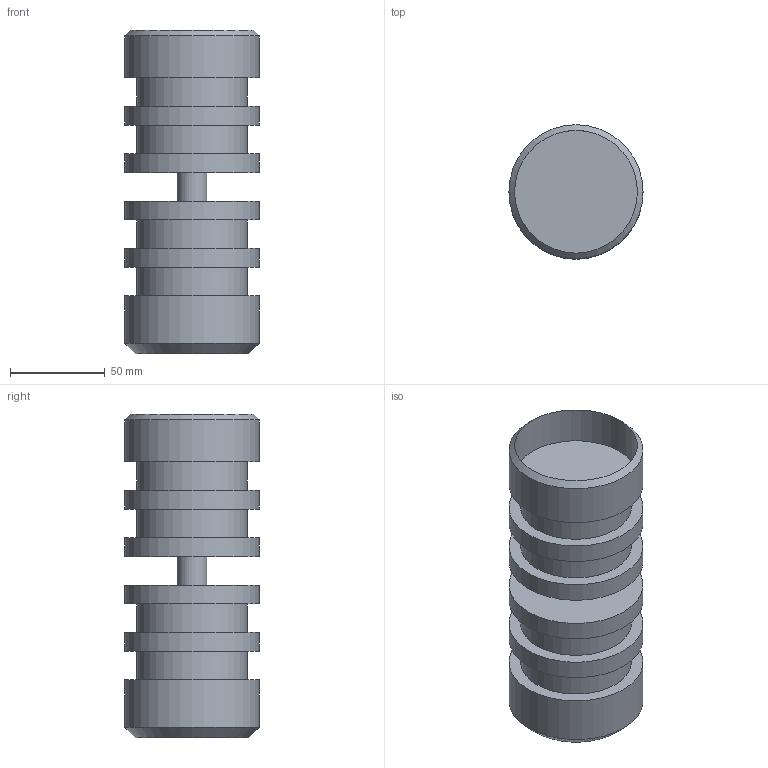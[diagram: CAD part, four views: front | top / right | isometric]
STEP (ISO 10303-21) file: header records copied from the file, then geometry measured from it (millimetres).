
FILE_DESCRIPTION(/* description */ ('STEP AP242','CAx-IF Rec.Pracs.---Representation and Presentation of Product Manufacturing Information (PMI)---4.0---2014-10-13','CAx-IF Rec.Pracs.---3D Tessellated Geometry---0.4---2014-09-14','2;1'),/* implementation_level */ '2;1');
FILE_NAME(/* name */ '65a350e57329370a4f51c11d',/* time_stamp */ '2024-01-14T03:11:34Z',/* author */ (''),/* organization */ (''),/* preprocessor_version */ 'ST-DEVELOPER v19.4',/* originating_system */ ' ',/* authorisation */ ' ');
FILE_SCHEMA (('AP242_MANAGED_MODEL_BASED_3D_ENGINEERING_MIM_LF { 1 0 10303 442 1 1 4 }'));
Length unit declared in the file: metre
Products named in the file (1): Side Pin
Bounding box: 70.73 x 70.73 x 170.5 mm (x, y, z)
Volume: 467919.6 mm3; surface area: 61297.7 mm2
Topology: 1 solids, 1 shells, 26 faces, 39 edges, 25 vertices
Faces by surface type: plane 12, cylinder 12, cone 2
Full cylindrical faces by diameter (mm): 15.726 x1, 58.226 x4, 64.714 x1, 70.726 x6
Entity records: 536 total; most frequent: DIRECTION 104, CARTESIAN_POINT 77, AXIS2_PLACEMENT_3D 52, ORIENTED_EDGE 50, EDGE_LOOP 50, FACE_BOUND 50, ADVANCED_FACE 26, EDGE_CURVE 25
